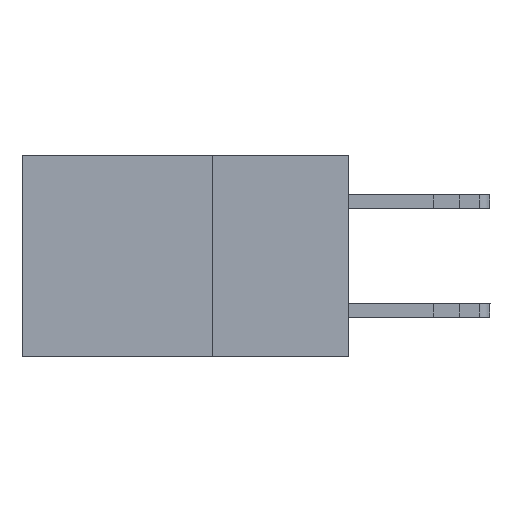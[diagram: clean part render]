
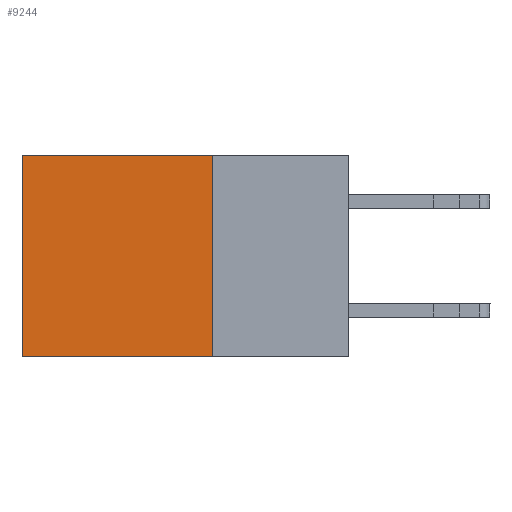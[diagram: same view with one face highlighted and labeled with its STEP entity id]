
A CAD part, left-side view. The second image highlights one B-rep face of the part: STEP entity #9244.
In plain terms, the highlighted planar face has unit normal (-1, 0, 0).
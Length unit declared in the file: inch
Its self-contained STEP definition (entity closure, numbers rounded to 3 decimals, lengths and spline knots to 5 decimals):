
#232 = VECTOR ( 'NONE', #8601, 39.37008 ) ;
#269 = AXIS2_PLACEMENT_3D ( 'NONE', #4356, #8154, #2726 ) ;
#359 = DIRECTION ( 'NONE',  ( 0., 0., -1. ) ) ;
#488 = VERTEX_POINT ( 'NONE', #5349 ) ;
#559 = ORIENTED_EDGE ( 'NONE', *, *, #8839, .T. ) ;
#1125 = PLANE ( 'NONE',  #269 ) ;
#1278 = VECTOR ( 'NONE', #3803, 39.37008 ) ;
#1512 = FACE_OUTER_BOUND ( 'NONE', #5710, .T. ) ;
#1647 = ORIENTED_EDGE ( 'NONE', *, *, #6058, .F. ) ;
#1707 = ORIENTED_EDGE ( 'NONE', *, *, #2382, .T. ) ;
#1992 = VERTEX_POINT ( 'NONE', #3787 ) ;
#2107 = CARTESIAN_POINT ( 'NONE',  ( 0.2615, 0.25, -0.37 ) ) ;
#2382 = EDGE_CURVE ( 'NONE', #1992, #8985, #8224, .T. ) ;
#2414 = CARTESIAN_POINT ( 'NONE',  ( 0.2615, 0.6, -0.37 ) ) ;
#2726 = DIRECTION ( 'NONE',  ( 0., 0., -1. ) ) ;
#3152 = VECTOR ( 'NONE', #359, 39.37008 ) ;
#3199 = CARTESIAN_POINT ( 'NONE',  ( 0.2615, 0.25, -0.37 ) ) ;
#3787 = CARTESIAN_POINT ( 'NONE',  ( 0.2615, 0.6, 0. ) ) ;
#3803 = DIRECTION ( 'NONE',  ( 0., 1., 0. ) ) ;
#4038 = EDGE_CURVE ( 'NONE', #488, #6159, #4361, .T. ) ;
#4264 = ORIENTED_EDGE ( 'NONE', *, *, #4038, .F. ) ;
#4356 = CARTESIAN_POINT ( 'NONE',  ( 0.2615, 0.25, -0.37 ) ) ;
#4361 = LINE ( 'NONE', #3199, #232 ) ;
#5222 = CARTESIAN_POINT ( 'NONE',  ( 0.2615, 0.25, -0.37 ) ) ;
#5349 = CARTESIAN_POINT ( 'NONE',  ( 0.2615, 0.25, 0. ) ) ;
#5363 = CARTESIAN_POINT ( 'NONE',  ( 0.2615, 0.25, 0. ) ) ;
#5710 = EDGE_LOOP ( 'NONE', ( #1707, #1647, #4264, #559 ) ) ;
#5952 = LINE ( 'NONE', #2107, #8964 ) ;
#6058 = EDGE_CURVE ( 'NONE', #6159, #8985, #5952, .T. ) ;
#6159 = VERTEX_POINT ( 'NONE', #5222 ) ;
#8154 = DIRECTION ( 'NONE',  ( 1., 0., 0. ) ) ;
#8224 = LINE ( 'NONE', #8846, #3152 ) ;
#8601 = DIRECTION ( 'NONE',  ( 0., 0., -1. ) ) ;
#8839 = EDGE_CURVE ( 'NONE', #488, #1992, #9264, .T. ) ;
#8846 = CARTESIAN_POINT ( 'NONE',  ( 0.2615, 0.6, -0.37 ) ) ;
#8964 = VECTOR ( 'NONE', #9084, 39.37008 ) ;
#8985 = VERTEX_POINT ( 'NONE', #2414 ) ;
#9084 = DIRECTION ( 'NONE',  ( 0., 1., 0. ) ) ;
#9244 = ADVANCED_FACE ( 'NONE', ( #1512 ), #1125, .F. ) ;
#9264 = LINE ( 'NONE', #5363, #1278 ) ;
